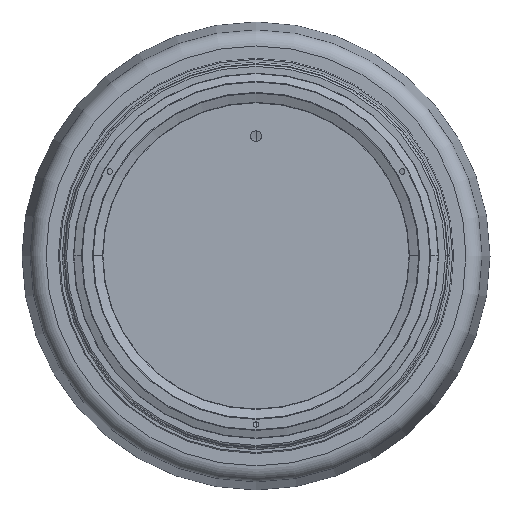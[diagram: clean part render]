
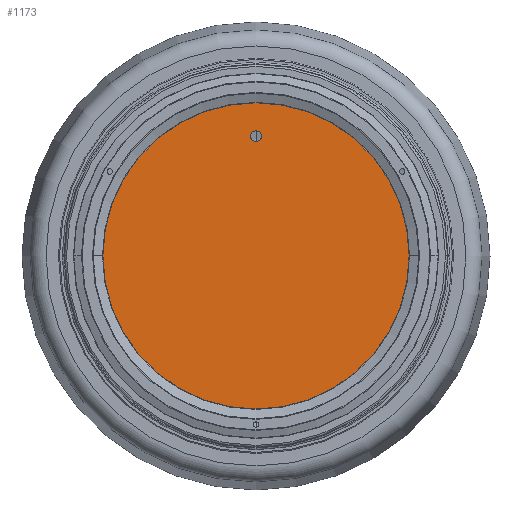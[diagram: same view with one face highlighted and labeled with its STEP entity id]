
A CAD part, top view. The second image highlights one B-rep face of the part: STEP entity #1173.
In plain terms, the highlighted planar face has unit normal (0, 0, 1).
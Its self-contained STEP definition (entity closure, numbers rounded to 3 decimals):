
#36 = EDGE_CURVE ( 'NONE', #2407, #1916, #425, .T. ) ;
#184 = ORIENTED_EDGE ( 'NONE', *, *, #1565, .T. ) ;
#213 = AXIS2_PLACEMENT_3D ( 'NONE', #1193, #587, #1230 ) ;
#221 = EDGE_CURVE ( 'NONE', #2407, #1916, #2209, .T. ) ;
#309 = CIRCLE ( 'NONE', #1546, 5. ) ;
#418 = PLANE ( 'NONE',  #213 ) ;
#425 = CIRCLE ( 'NONE', #1359, 140.682 ) ;
#465 = EDGE_LOOP ( 'NONE', ( #184 ) ) ;
#514 = CARTESIAN_POINT ( 'NONE',  ( -140.682, 0., 15. ) ) ;
#541 = DIRECTION ( 'NONE',  ( 0., 0., -1. ) ) ;
#587 = DIRECTION ( 'NONE',  ( 0., 0., 1. ) ) ;
#602 = FACE_OUTER_BOUND ( 'NONE', #748, .T. ) ;
#748 = EDGE_LOOP ( 'NONE', ( #2036, #1002 ) ) ;
#783 = CARTESIAN_POINT ( 'NONE',  ( 140.682, 0., 15. ) ) ;
#812 = CARTESIAN_POINT ( 'NONE',  ( 0., 0., 15. ) ) ;
#885 = DIRECTION ( 'NONE',  ( 1., 0., 0. ) ) ;
#1002 = ORIENTED_EDGE ( 'NONE', *, *, #221, .F. ) ;
#1068 = DIRECTION ( 'NONE',  ( 1., 0., 0. ) ) ;
#1173 = ADVANCED_FACE ( 'NONE', ( #1850, #602 ), #418, .T. ) ;
#1193 = CARTESIAN_POINT ( 'NONE',  ( 0., 0., 15. ) ) ;
#1230 = DIRECTION ( 'NONE',  ( 1., 0., 0. ) ) ;
#1359 = AXIS2_PLACEMENT_3D ( 'NONE', #2496, #2107, #885 ) ;
#1397 = CARTESIAN_POINT ( 'NONE',  ( 0., 110., 15. ) ) ;
#1445 = DIRECTION ( 'NONE',  ( 0., 0., -1. ) ) ;
#1546 = AXIS2_PLACEMENT_3D ( 'NONE', #1397, #541, #2179 ) ;
#1565 = EDGE_CURVE ( 'NONE', #1649, #1649, #309, .T. ) ;
#1649 = VERTEX_POINT ( 'NONE', #2441 ) ;
#1850 = FACE_BOUND ( 'NONE', #465, .T. ) ;
#1916 = VERTEX_POINT ( 'NONE', #514 ) ;
#2036 = ORIENTED_EDGE ( 'NONE', *, *, #36, .T. ) ;
#2107 = DIRECTION ( 'NONE',  ( 0., 0., 1. ) ) ;
#2179 = DIRECTION ( 'NONE',  ( -1., 0., 0. ) ) ;
#2209 = CIRCLE ( 'NONE', #2425, 140.682 ) ;
#2407 = VERTEX_POINT ( 'NONE', #783 ) ;
#2425 = AXIS2_PLACEMENT_3D ( 'NONE', #812, #1445, #1068 ) ;
#2441 = CARTESIAN_POINT ( 'NONE',  ( -5., 110., 15. ) ) ;
#2496 = CARTESIAN_POINT ( 'NONE',  ( 0., 0., 15. ) ) ;
